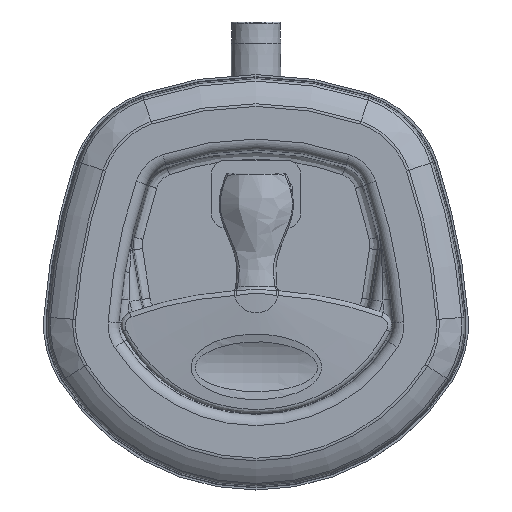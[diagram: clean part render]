
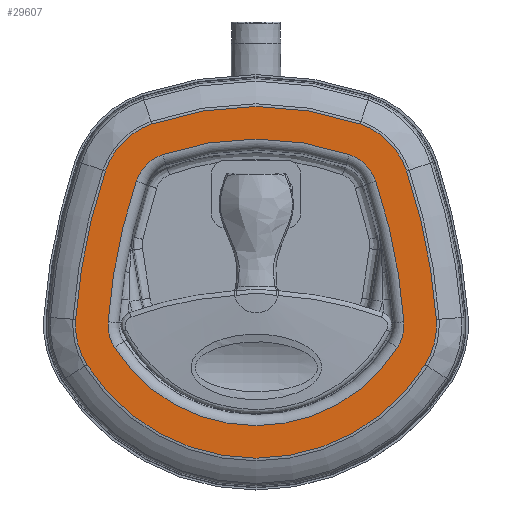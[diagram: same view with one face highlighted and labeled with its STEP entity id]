
A CAD part, top view. The second image highlights one B-rep face of the part: STEP entity #29607.
In plain terms, the highlighted planar face has unit normal (0, 0, 1).
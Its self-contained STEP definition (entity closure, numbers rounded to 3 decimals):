
#5010=FACE_BOUND($,#8584,.T.);
#5011=FACE_BOUND($,#8585,.T.);
#8584=EDGE_LOOP($,(#23356,#23357,#23358,#23359,#23360,#23361,#23362,#23363));
#8585=EDGE_LOOP($,(#23364,#23365,#23366,#23367,#23368,#23369,#23370,#23371));
#10302=CIRCLE($,#31930,0.587);
#10305=CIRCLE($,#31934,3.962);
#10308=CIRCLE($,#31938,0.587);
#10311=CIRCLE($,#31942,7.999);
#10314=CIRCLE($,#31946,0.587);
#10317=CIRCLE($,#31950,2.314);
#10320=CIRCLE($,#31954,0.587);
#10323=CIRCLE($,#31958,7.999);
#10454=CIRCLE($,#32172,2.764);
#10455=CIRCLE($,#32173,1.037);
#10456=CIRCLE($,#32174,8.449);
#10457=CIRCLE($,#32175,1.037);
#10458=CIRCLE($,#32176,4.412);
#10459=CIRCLE($,#32177,1.037);
#10460=CIRCLE($,#32178,8.449);
#10461=CIRCLE($,#32179,1.037);
#12724=VERTEX_POINT($,#56981);
#12726=VERTEX_POINT($,#56984);
#12728=VERTEX_POINT($,#56990);
#12730=VERTEX_POINT($,#56996);
#12732=VERTEX_POINT($,#57002);
#12734=VERTEX_POINT($,#57008);
#12736=VERTEX_POINT($,#57014);
#12737=VERTEX_POINT($,#57019);
#12914=VERTEX_POINT($,#64135);
#12915=VERTEX_POINT($,#64136);
#12916=VERTEX_POINT($,#64138);
#12917=VERTEX_POINT($,#64140);
#12918=VERTEX_POINT($,#64142);
#12919=VERTEX_POINT($,#64144);
#12920=VERTEX_POINT($,#64146);
#12921=VERTEX_POINT($,#64148);
#16275=EDGE_CURVE($,#12724,#12726,#10302,.T.);
#16278=EDGE_CURVE($,#12726,#12728,#10305,.T.);
#16281=EDGE_CURVE($,#12728,#12730,#10308,.T.);
#16284=EDGE_CURVE($,#12730,#12732,#10311,.T.);
#16287=EDGE_CURVE($,#12732,#12734,#10314,.T.);
#16290=EDGE_CURVE($,#12734,#12736,#10317,.T.);
#16293=EDGE_CURVE($,#12736,#12737,#10320,.T.);
#16296=EDGE_CURVE($,#12737,#12724,#10323,.T.);
#16625=EDGE_CURVE($,#12914,#12915,#10454,.T.);
#16626=EDGE_CURVE($,#12916,#12914,#10455,.T.);
#16627=EDGE_CURVE($,#12917,#12916,#10456,.T.);
#16628=EDGE_CURVE($,#12918,#12917,#10457,.T.);
#16629=EDGE_CURVE($,#12919,#12918,#10458,.T.);
#16630=EDGE_CURVE($,#12920,#12919,#10459,.T.);
#16631=EDGE_CURVE($,#12921,#12920,#10460,.T.);
#16632=EDGE_CURVE($,#12915,#12921,#10461,.T.);
#23356=ORIENTED_EDGE($,*,*,#16296,.F.);
#23357=ORIENTED_EDGE($,*,*,#16293,.F.);
#23358=ORIENTED_EDGE($,*,*,#16290,.F.);
#23359=ORIENTED_EDGE($,*,*,#16287,.F.);
#23360=ORIENTED_EDGE($,*,*,#16284,.F.);
#23361=ORIENTED_EDGE($,*,*,#16281,.F.);
#23362=ORIENTED_EDGE($,*,*,#16278,.F.);
#23363=ORIENTED_EDGE($,*,*,#16275,.F.);
#23364=ORIENTED_EDGE($,*,*,#16625,.F.);
#23365=ORIENTED_EDGE($,*,*,#16626,.F.);
#23366=ORIENTED_EDGE($,*,*,#16627,.F.);
#23367=ORIENTED_EDGE($,*,*,#16628,.F.);
#23368=ORIENTED_EDGE($,*,*,#16629,.F.);
#23369=ORIENTED_EDGE($,*,*,#16630,.F.);
#23370=ORIENTED_EDGE($,*,*,#16631,.F.);
#23371=ORIENTED_EDGE($,*,*,#16632,.F.);
#26691=PLANE($,#32171);
#29607=ADVANCED_FACE($,(#5010,#5011),#26691,.T.);
#31930=AXIS2_PLACEMENT_3D($,#56985,#37647,#37648);
#31934=AXIS2_PLACEMENT_3D($,#56991,#37655,#37656);
#31938=AXIS2_PLACEMENT_3D($,#56997,#37663,#37664);
#31942=AXIS2_PLACEMENT_3D($,#57003,#37671,#37672);
#31946=AXIS2_PLACEMENT_3D($,#57009,#37679,#37680);
#31950=AXIS2_PLACEMENT_3D($,#57015,#37687,#37688);
#31954=AXIS2_PLACEMENT_3D($,#57020,#37695,#37696);
#31958=AXIS2_PLACEMENT_3D($,#57024,#37703,#37704);
#32171=AXIS2_PLACEMENT_3D($,#64134,#38197,#38198);
#32172=AXIS2_PLACEMENT_3D($,#64137,#38199,#38200);
#32173=AXIS2_PLACEMENT_3D($,#64139,#38201,#38202);
#32174=AXIS2_PLACEMENT_3D($,#64141,#38203,#38204);
#32175=AXIS2_PLACEMENT_3D($,#64143,#38205,#38206);
#32176=AXIS2_PLACEMENT_3D($,#64145,#38207,#38208);
#32177=AXIS2_PLACEMENT_3D($,#64147,#38209,#38210);
#32178=AXIS2_PLACEMENT_3D($,#64149,#38211,#38212);
#32179=AXIS2_PLACEMENT_3D($,#64150,#38213,#38214);
#37647=DIRECTION('center_axis',(0.,0.,1.));
#37648=DIRECTION('ref_axis',(0.711,0.703,0.));
#37655=DIRECTION('center_axis',(0.,0.,1.));
#37656=DIRECTION('ref_axis',(0.,1.,0.));
#37663=DIRECTION('center_axis',(0.,0.,1.));
#37664=DIRECTION('ref_axis',(-0.711,0.703,0.));
#37671=DIRECTION('center_axis',(0.,0.,1.));
#37672=DIRECTION('ref_axis',(-0.98,0.197,0.));
#37679=DIRECTION('center_axis',(0.,0.,1.));
#37680=DIRECTION('ref_axis',(-0.97,-0.242,0.));
#37687=DIRECTION('center_axis',(0.,0.,1.));
#37688=DIRECTION('ref_axis',(0.,-1.,0.));
#37695=DIRECTION('center_axis',(0.,0.,1.));
#37696=DIRECTION('ref_axis',(0.97,-0.242,0.));
#37703=DIRECTION('center_axis',(0.,0.,1.));
#37704=DIRECTION('ref_axis',(0.98,0.197,0.));
#38197=DIRECTION('center_axis',(0.,0.,1.));
#38198=DIRECTION('ref_axis',(1.,0.,0.));
#38199=DIRECTION('center_axis',(0.,0.,-1.));
#38200=DIRECTION('ref_axis',(0.,-1.,0.));
#38201=DIRECTION('center_axis',(0.,0.,-1.));
#38202=DIRECTION('ref_axis',(0.97,-0.242,0.));
#38203=DIRECTION('center_axis',(0.,0.,-1.));
#38204=DIRECTION('ref_axis',(0.98,0.197,0.));
#38205=DIRECTION('center_axis',(0.,0.,-1.));
#38206=DIRECTION('ref_axis',(0.711,0.703,0.));
#38207=DIRECTION('center_axis',(0.,0.,-1.));
#38208=DIRECTION('ref_axis',(0.,1.,0.));
#38209=DIRECTION('center_axis',(0.,0.,-1.));
#38210=DIRECTION('ref_axis',(-0.711,0.703,0.));
#38211=DIRECTION('center_axis',(0.,0.,-1.));
#38212=DIRECTION('ref_axis',(-0.98,0.197,0.));
#38213=DIRECTION('center_axis',(0.,0.,-1.));
#38214=DIRECTION('ref_axis',(-0.97,-0.242,0.));
#56981=CARTESIAN_POINT('',(1.657,0.307,1.5));
#56984=CARTESIAN_POINT('',(1.292,0.676,1.5));
#56985=CARTESIAN_POINT('Origin',(1.101,0.121,1.5));
#56990=CARTESIAN_POINT('',(-1.292,0.676,1.5));
#56991=CARTESIAN_POINT('Origin',(0.,-3.069,
1.5));
#56996=CARTESIAN_POINT('',(-1.657,0.307,1.5));
#56997=CARTESIAN_POINT('Origin',(-1.101,0.121,1.5));
#57002=CARTESIAN_POINT('',(-2.047,-1.637,1.5));
#57003=CARTESIAN_POINT('Origin',(5.93,-2.225,1.5));
#57008=CARTESIAN_POINT('',(-1.958,-1.992,1.5));
#57009=CARTESIAN_POINT('Origin',(-1.462,-1.68,1.5));
#57014=CARTESIAN_POINT('',(1.958,-1.992,1.5));
#57015=CARTESIAN_POINT('Origin',(0.,-0.76,
1.5));
#57019=CARTESIAN_POINT('',(2.047,-1.637,1.5));
#57020=CARTESIAN_POINT('Origin',(1.462,-1.68,1.5));
#57024=CARTESIAN_POINT('Origin',(-5.93,-2.225,1.5));
#64134=CARTESIAN_POINT('Origin',(0.,-1.026,
1.5));
#64135=CARTESIAN_POINT('',(2.34,-2.232,1.5));
#64136=CARTESIAN_POINT('',(-2.34,-2.232,1.5));
#64137=CARTESIAN_POINT('Origin',(0.,-0.76,
1.5));
#64138=CARTESIAN_POINT('',(2.496,-1.604,1.5));
#64139=CARTESIAN_POINT('Origin',(1.462,-1.68,1.5));
#64140=CARTESIAN_POINT('',(2.085,0.45,1.5));
#64141=CARTESIAN_POINT('Origin',(-5.93,-2.225,1.5));
#64142=CARTESIAN_POINT('',(1.439,1.102,1.5));
#64143=CARTESIAN_POINT('Origin',(1.101,0.121,1.5));
#64144=CARTESIAN_POINT('',(-1.439,1.102,1.5));
#64145=CARTESIAN_POINT('Origin',(0.,-3.069,
1.5));
#64146=CARTESIAN_POINT('',(-2.085,0.45,1.5));
#64147=CARTESIAN_POINT('Origin',(-1.101,0.121,1.5));
#64148=CARTESIAN_POINT('',(-2.496,-1.604,1.5));
#64149=CARTESIAN_POINT('Origin',(5.93,-2.225,1.5));
#64150=CARTESIAN_POINT('Origin',(-1.462,-1.68,1.5));
